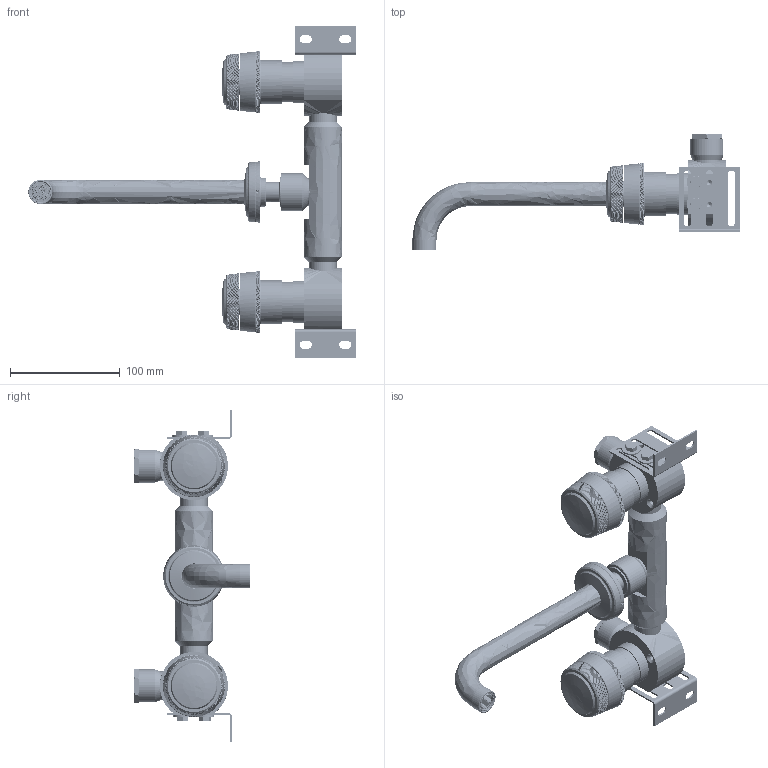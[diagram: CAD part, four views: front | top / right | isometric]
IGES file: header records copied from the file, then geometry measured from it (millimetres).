
Global section: file name: T11K17-2R; native system: Autodesk Inventor 2024; preprocessor: unknown; author: kwhieldon; date: 20240529.094953; units: millimetre
Bounding box: 297.85 x 105.5 x 302 mm (x, y, z)
Volume: 517672.8 mm3; surface area: 277960.4 mm2
Topology: 63 solids, 63 shells, 30384 faces, 65164 edges, 35048 vertices
Faces by surface type: bspline 30384
